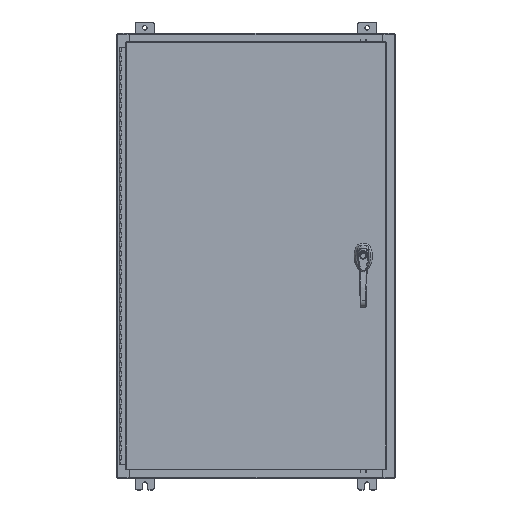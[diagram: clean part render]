
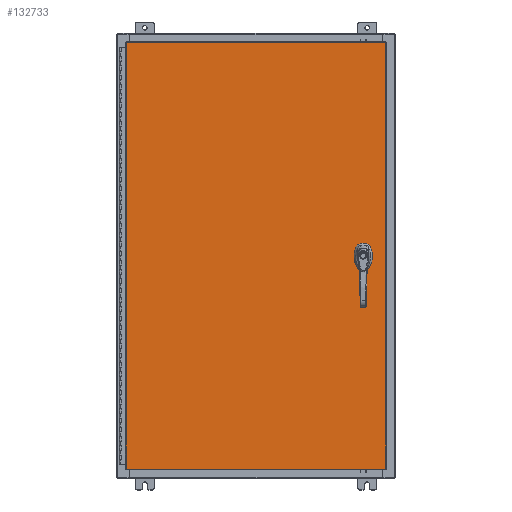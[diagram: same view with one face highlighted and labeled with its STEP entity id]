
A CAD part, top view. The second image highlights one B-rep face of the part: STEP entity #132733.
In plain terms, the highlighted planar face has unit normal (0, 0, 1).
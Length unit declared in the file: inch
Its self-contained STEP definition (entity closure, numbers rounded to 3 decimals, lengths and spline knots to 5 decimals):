
#76 = AXIS2_PLACEMENT_3D ( 'NONE', #95451, #33978, #105793 ) ;
#6051 = LINE ( 'NONE', #80805, #91119 ) ;
#6092 = DIRECTION ( 'NONE',  ( 1., 0., 0. ) ) ;
#7177 = VERTEX_POINT ( 'NONE', #32672 ) ;
#11046 = AXIS2_PLACEMENT_3D ( 'NONE', #41833, #113717, #52135 ) ;
#14487 = LINE ( 'NONE', #77845, #114141 ) ;
#14532 = LINE ( 'NONE', #124083, #59479 ) ;
#14559 = EDGE_LOOP ( 'NONE', ( #92904, #114180, #69184, #115715, #84004, #30024, #35267, #73037 ) ) ;
#15175 = VERTEX_POINT ( 'NONE', #61845 ) ;
#15653 = CARTESIAN_POINT ( 'NONE',  ( 11.981, 0.20023, 0. ) ) ;
#16899 = CARTESIAN_POINT ( 'NONE',  ( 11.4065, -1.338, 0. ) ) ;
#19875 = EDGE_CURVE ( 'NONE', #90393, #56347, #6051, .T. ) ;
#22475 = AXIS2_PLACEMENT_3D ( 'NONE', #109733, #48157, #120121 ) ;
#23193 = VERTEX_POINT ( 'NONE', #118424 ) ;
#23840 = DIRECTION ( 'NONE',  ( 0., 0., -1. ) ) ;
#25099 = ORIENTED_EDGE ( 'NONE', *, *, #122695, .T. ) ;
#25235 = CARTESIAN_POINT ( 'NONE',  ( 13.9903, 23.0063, 0. ) ) ;
#26060 = EDGE_CURVE ( 'NONE', #56347, #123203, #81964, .T. ) ;
#27794 = DIRECTION ( 'NONE',  ( -1., 0., 0. ) ) ;
#28019 = VECTOR ( 'NONE', #119435, 39.37008 ) ;
#29792 = CIRCLE ( 'NONE', #22475, 0.1715 ) ;
#30024 = ORIENTED_EDGE ( 'NONE', *, *, #65430, .F. ) ;
#32672 = CARTESIAN_POINT ( 'NONE',  ( 11.37777, 0.403, 0. ) ) ;
#33978 = DIRECTION ( 'NONE',  ( 0., 0., 1. ) ) ;
#35267 = ORIENTED_EDGE ( 'NONE', *, *, #129996, .F. ) ;
#36678 = CARTESIAN_POINT ( 'NONE',  ( -13.9903, -23.0063, 0. ) ) ;
#38693 = FACE_BOUND ( 'NONE', #84970, .T. ) ;
#40354 = CIRCLE ( 'NONE', #94416, 0.45 ) ;
#40509 = VECTOR ( 'NONE', #98169, 39.37008 ) ;
#41279 = CARTESIAN_POINT ( 'NONE',  ( 11.578, 0., 0. ) ) ;
#41391 = VERTEX_POINT ( 'NONE', #15653 ) ;
#41833 = CARTESIAN_POINT ( 'NONE',  ( 11.578, 0., 0. ) ) ;
#42702 = VERTEX_POINT ( 'NONE', #25235 ) ;
#43717 = LINE ( 'NONE', #36678, #40509 ) ;
#45728 = ORIENTED_EDGE ( 'NONE', *, *, #70691, .F. ) ;
#46091 = CARTESIAN_POINT ( 'NONE',  ( 13.9903, -23.0063, 0. ) ) ;
#47488 = CARTESIAN_POINT ( 'NONE',  ( 13.9903, -23.0063, 0. ) ) ;
#48157 = DIRECTION ( 'NONE',  ( 0., 0., 1. ) ) ;
#48353 = CARTESIAN_POINT ( 'NONE',  ( 11.578, 0., 0. ) ) ;
#51338 = DIRECTION ( 'NONE',  ( 0., -1., 0. ) ) ;
#51575 = DIRECTION ( 'NONE',  ( 1., 0., 0. ) ) ;
#52078 = DIRECTION ( 'NONE',  ( 0., -1., 0. ) ) ;
#52135 = DIRECTION ( 'NONE',  ( 1., 0., 0. ) ) ;
#52157 = CIRCLE ( 'NONE', #104476, 0.1715 ) ;
#53111 = CIRCLE ( 'NONE', #105484, 0.45 ) ;
#55266 = LINE ( 'NONE', #47488, #28019 ) ;
#56347 = VERTEX_POINT ( 'NONE', #122557 ) ;
#58671 = DIRECTION ( 'NONE',  ( 1., 0., 0. ) ) ;
#59479 = VECTOR ( 'NONE', #52078, 39.37008 ) ;
#59649 = VERTEX_POINT ( 'NONE', #16899 ) ;
#60977 = AXIS2_PLACEMENT_3D ( 'NONE', #95204, #23840, #95654 ) ;
#61430 = CARTESIAN_POINT ( 'NONE',  ( 11.578, -1.338, 0. ) ) ;
#61669 = CARTESIAN_POINT ( 'NONE',  ( -13.9903, 23.0063, 0. ) ) ;
#61845 = CARTESIAN_POINT ( 'NONE',  ( 11.77823, 0.403, 0. ) ) ;
#62530 = LINE ( 'NONE', #61669, #104316 ) ;
#62703 = EDGE_CURVE ( 'NONE', #88351, #97739, #53111, .T. ) ;
#63285 = EDGE_CURVE ( 'NONE', #123203, #88351, #14487, .T. ) ;
#64571 = VECTOR ( 'NONE', #95749, 39.37008 ) ;
#65430 = EDGE_CURVE ( 'NONE', #7177, #90393, #40354, .T. ) ;
#69184 = ORIENTED_EDGE ( 'NONE', *, *, #63285, .F. ) ;
#69740 = EDGE_CURVE ( 'NONE', #41391, #15175, #111911, .T. ) ;
#70691 = EDGE_CURVE ( 'NONE', #73940, #59649, #29792, .T. ) ;
#71674 = DIRECTION ( 'NONE',  ( 1., 0., 0. ) ) ;
#73037 = ORIENTED_EDGE ( 'NONE', *, *, #69740, .F. ) ;
#73399 = CARTESIAN_POINT ( 'NONE',  ( 11.981, -0.20023, 0. ) ) ;
#73940 = VERTEX_POINT ( 'NONE', #115493 ) ;
#74005 = ORIENTED_EDGE ( 'NONE', *, *, #78993, .T. ) ;
#77845 = CARTESIAN_POINT ( 'NONE',  ( 0., -0.403, 0. ) ) ;
#78993 = EDGE_CURVE ( 'NONE', #94256, #23193, #62530, .T. ) ;
#79581 = ORIENTED_EDGE ( 'NONE', *, *, #90872, .T. ) ;
#80805 = CARTESIAN_POINT ( 'NONE',  ( 11.175, 0., 0. ) ) ;
#81664 = CARTESIAN_POINT ( 'NONE',  ( -13.9903, 23.0063, 0. ) ) ;
#81964 = CIRCLE ( 'NONE', #11046, 0.45 ) ;
#82442 = VECTOR ( 'NONE', #27794, 39.37008 ) ;
#83378 = EDGE_CURVE ( 'NONE', #41391, #97739, #14532, .T. ) ;
#84004 = ORIENTED_EDGE ( 'NONE', *, *, #19875, .F. ) ;
#84970 = EDGE_LOOP ( 'NONE', ( #45728, #105997 ) ) ;
#85249 = PLANE ( 'NONE',  #60977 ) ;
#85357 = CARTESIAN_POINT ( 'NONE',  ( 13.9903, 23.0063, 0. ) ) ;
#88351 = VERTEX_POINT ( 'NONE', #92901 ) ;
#90393 = VERTEX_POINT ( 'NONE', #132452 ) ;
#90872 = EDGE_CURVE ( 'NONE', #42702, #94256, #91927, .T. ) ;
#91119 = VECTOR ( 'NONE', #111479, 39.37008 ) ;
#91927 = LINE ( 'NONE', #85357, #64571 ) ;
#92901 = CARTESIAN_POINT ( 'NONE',  ( 11.77823, -0.403, 0. ) ) ;
#92904 = ORIENTED_EDGE ( 'NONE', *, *, #83378, .T. ) ;
#94256 = VERTEX_POINT ( 'NONE', #81664 ) ;
#94416 = AXIS2_PLACEMENT_3D ( 'NONE', #41279, #113181, #51575 ) ;
#95204 = CARTESIAN_POINT ( 'NONE',  ( 0., 0., 0. ) ) ;
#95451 = CARTESIAN_POINT ( 'NONE',  ( 11.578, 0., 0. ) ) ;
#95654 = DIRECTION ( 'NONE',  ( -1., 0., 0. ) ) ;
#95749 = DIRECTION ( 'NONE',  ( -1., 0., 0. ) ) ;
#97491 = EDGE_LOOP ( 'NONE', ( #25099, #130630, #79581, #74005 ) ) ;
#97739 = VERTEX_POINT ( 'NONE', #73399 ) ;
#98169 = DIRECTION ( 'NONE',  ( 1., 0., 0. ) ) ;
#100557 = EDGE_CURVE ( 'NONE', #59649, #73940, #52157, .T. ) ;
#104316 = VECTOR ( 'NONE', #51338, 39.37008 ) ;
#104476 = AXIS2_PLACEMENT_3D ( 'NONE', #61430, #133432, #71674 ) ;
#105484 = AXIS2_PLACEMENT_3D ( 'NONE', #48353, #120312, #58671 ) ;
#105793 = DIRECTION ( 'NONE',  ( 1., 0., 0. ) ) ;
#105997 = ORIENTED_EDGE ( 'NONE', *, *, #100557, .F. ) ;
#109733 = CARTESIAN_POINT ( 'NONE',  ( 11.578, -1.338, 0. ) ) ;
#111479 = DIRECTION ( 'NONE',  ( 0., -1., 0. ) ) ;
#111911 = CIRCLE ( 'NONE', #76, 0.45 ) ;
#113117 = LINE ( 'NONE', #120833, #82442 ) ;
#113181 = DIRECTION ( 'NONE',  ( 0., 0., 1. ) ) ;
#113717 = DIRECTION ( 'NONE',  ( 0., 0., 1. ) ) ;
#114141 = VECTOR ( 'NONE', #6092, 39.37008 ) ;
#114180 = ORIENTED_EDGE ( 'NONE', *, *, #62703, .F. ) ;
#114309 = CARTESIAN_POINT ( 'NONE',  ( 11.37777, -0.403, 0. ) ) ;
#115493 = CARTESIAN_POINT ( 'NONE',  ( 11.7495, -1.338, 0. ) ) ;
#115715 = ORIENTED_EDGE ( 'NONE', *, *, #26060, .F. ) ;
#118424 = CARTESIAN_POINT ( 'NONE',  ( -13.9903, -23.0063, 0. ) ) ;
#119435 = DIRECTION ( 'NONE',  ( 0., 1., 0. ) ) ;
#120121 = DIRECTION ( 'NONE',  ( 1., 0., 0. ) ) ;
#120312 = DIRECTION ( 'NONE',  ( 0., 0., 1. ) ) ;
#120572 = EDGE_CURVE ( 'NONE', #128910, #42702, #55266, .T. ) ;
#120781 = FACE_BOUND ( 'NONE', #14559, .T. ) ;
#120833 = CARTESIAN_POINT ( 'NONE',  ( 0., 0.403, 0. ) ) ;
#122557 = CARTESIAN_POINT ( 'NONE',  ( 11.175, -0.20023, 0. ) ) ;
#122695 = EDGE_CURVE ( 'NONE', #23193, #128910, #43717, .T. ) ;
#123203 = VERTEX_POINT ( 'NONE', #114309 ) ;
#124020 = FACE_OUTER_BOUND ( 'NONE', #97491, .T. ) ;
#124083 = CARTESIAN_POINT ( 'NONE',  ( 11.981, 0., 0. ) ) ;
#128910 = VERTEX_POINT ( 'NONE', #46091 ) ;
#129996 = EDGE_CURVE ( 'NONE', #15175, #7177, #113117, .T. ) ;
#130630 = ORIENTED_EDGE ( 'NONE', *, *, #120572, .T. ) ;
#132452 = CARTESIAN_POINT ( 'NONE',  ( 11.175, 0.20023, 0. ) ) ;
#132733 = ADVANCED_FACE ( 'NONE', ( #38693, #124020, #120781 ), #85249, .F. ) ;
#133432 = DIRECTION ( 'NONE',  ( 0., 0., 1. ) ) ;
